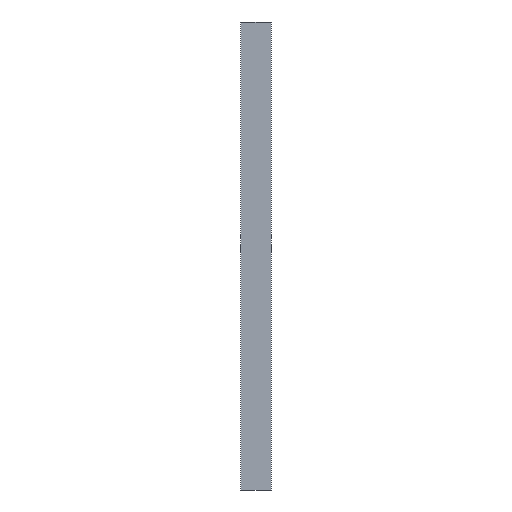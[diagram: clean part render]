
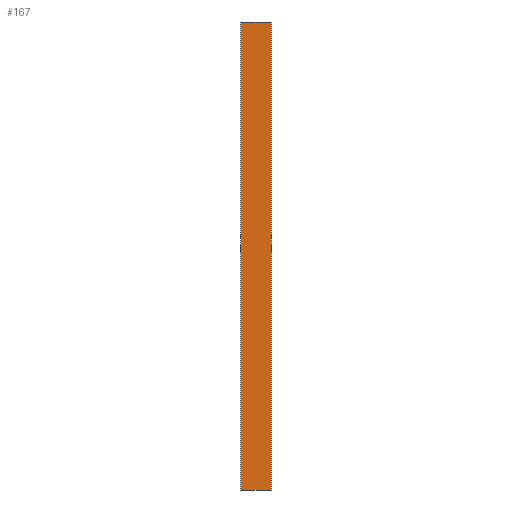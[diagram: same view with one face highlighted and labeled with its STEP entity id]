
A CAD part, front view. The second image highlights one B-rep face of the part: STEP entity #167.
In plain terms, the highlighted planar face has unit normal (0, 1, 0).
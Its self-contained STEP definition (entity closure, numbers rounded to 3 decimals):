
#131=AXIS2_PLACEMENT_3D('Plane Axis2P3D',#128,#129,#130) ;
#128=CARTESIAN_POINT('Axis2P3D Location',(0.,1005.317,1088.769)) ;
#133=CARTESIAN_POINT('Line Origine',(25.4,1005.317,893.189)) ;
#137=CARTESIAN_POINT('Vertex',(25.4,1005.317,1088.769)) ;
#139=CARTESIAN_POINT('Vertex',(25.4,1005.317,697.609)) ;
#142=CARTESIAN_POINT('Line Origine',(12.7,1005.317,697.609)) ;
#146=CARTESIAN_POINT('Vertex',(0.,1005.317,697.609)) ;
#149=CARTESIAN_POINT('Line Origine',(0.,1005.317,893.189)) ;
#153=CARTESIAN_POINT('Vertex',(0.,1005.317,1088.769)) ;
#156=CARTESIAN_POINT('Line Origine',(12.7,1005.317,1088.769)) ;
#129=DIRECTION('Axis2P3D Direction',(0.,-1.,0.)) ;
#130=DIRECTION('Axis2P3D XDirection',(0.,0.,-1.)) ;
#134=DIRECTION('Vector Direction',(0.,0.,-1.)) ;
#143=DIRECTION('Vector Direction',(1.,0.,0.)) ;
#150=DIRECTION('Vector Direction',(0.,0.,-1.)) ;
#157=DIRECTION('Vector Direction',(1.,0.,0.)) ;
#135=VECTOR('Line Direction',#134,1.) ;
#144=VECTOR('Line Direction',#143,1.) ;
#151=VECTOR('Line Direction',#150,1.) ;
#158=VECTOR('Line Direction',#157,1.) ;
#162=ORIENTED_EDGE('',*,*,#141,.T.) ;
#163=ORIENTED_EDGE('',*,*,#148,.F.) ;
#164=ORIENTED_EDGE('',*,*,#155,.F.) ;
#165=ORIENTED_EDGE('',*,*,#160,.T.) ;
#167=ADVANCED_FACE('Surface.2',(#166),#132,.F.) ;
#141=EDGE_CURVE('',#138,#140,#136,.T.) ;
#148=EDGE_CURVE('',#147,#140,#145,.T.) ;
#155=EDGE_CURVE('',#154,#147,#152,.T.) ;
#160=EDGE_CURVE('',#154,#138,#159,.T.) ;
#161=EDGE_LOOP('',(#162,#163,#164,#165)) ;
#166=FACE_OUTER_BOUND('',#161,.T.) ;
#136=LINE('Line',#133,#135) ;
#145=LINE('Line',#142,#144) ;
#152=LINE('Line',#149,#151) ;
#159=LINE('Line',#156,#158) ;
#132=PLANE('',#131) ;
#138=VERTEX_POINT('',#137) ;
#140=VERTEX_POINT('',#139) ;
#147=VERTEX_POINT('',#146) ;
#154=VERTEX_POINT('',#153) ;
